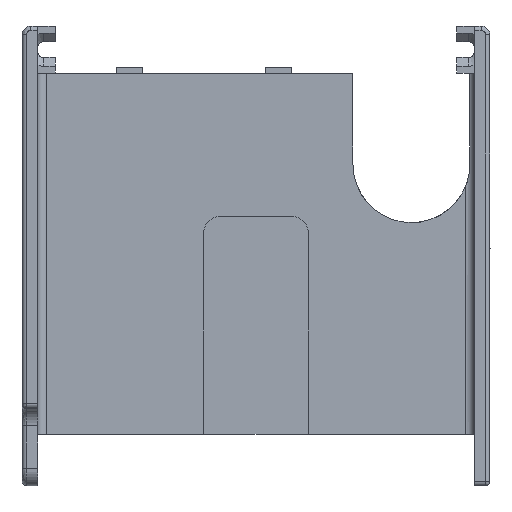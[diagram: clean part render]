
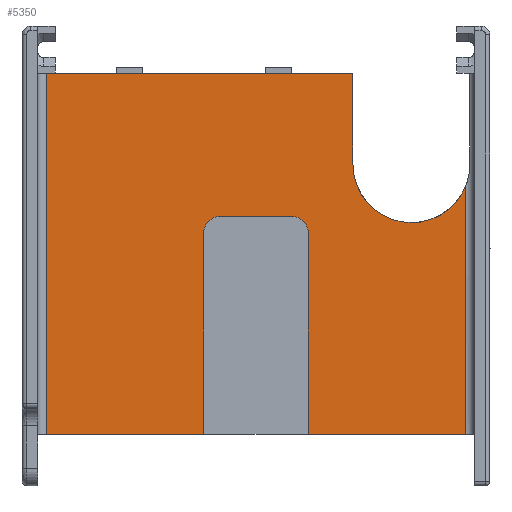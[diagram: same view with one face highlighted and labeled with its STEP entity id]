
A CAD part, front view. The second image highlights one B-rep face of the part: STEP entity #5350.
In plain terms, the highlighted planar face has unit normal (0, -1, 0).
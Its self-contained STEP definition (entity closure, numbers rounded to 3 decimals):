
#75 = CARTESIAN_POINT ( 'NONE',  ( -1.2, 1., -1.3 ) ) ;
#130 = CARTESIAN_POINT ( 'NONE',  ( 43.8, 1., 29.65 ) ) ;
#367 = CARTESIAN_POINT ( 'NONE',  ( 2., 1., -1.3 ) ) ;
#518 = DIRECTION ( 'NONE',  ( 0., -1., 0. ) ) ;
#618 = LINE ( 'NONE', #6560, #3864 ) ;
#993 = LINE ( 'NONE', #6242, #3643 ) ;
#1171 = EDGE_CURVE ( 'NONE', #8496, #10383, #7414, .T. ) ;
#1256 = CARTESIAN_POINT ( 'NONE',  ( 20., 1., 30. ) ) ;
#1383 = ORIENTED_EDGE ( 'NONE', *, *, #1503, .T. ) ;
#1465 = VECTOR ( 'NONE', #8062, 1000. ) ;
#1478 = ORIENTED_EDGE ( 'NONE', *, *, #2780, .T. ) ;
#1503 = EDGE_CURVE ( 'NONE', #7608, #4100, #8002, .T. ) ;
#1556 = ORIENTED_EDGE ( 'NONE', *, *, #9006, .T. ) ;
#1660 = VECTOR ( 'NONE', #2618, 1000. ) ;
#1675 = DIRECTION ( 'NONE',  ( 0., 0., 1. ) ) ;
#1817 = CIRCLE ( 'NONE', #8248, 2. ) ;
#2178 = LINE ( 'NONE', #1256, #7016 ) ;
#2228 = VECTOR ( 'NONE', #9903, 1000. ) ;
#2244 = ORIENTED_EDGE ( 'NONE', *, *, #8681, .T. ) ;
#2403 = ORIENTED_EDGE ( 'NONE', *, *, #9702, .F. ) ;
#2443 = CARTESIAN_POINT ( 'NONE',  ( 22., 1., 23.7 ) ) ;
#2555 = LINE ( 'NONE', #10634, #9189 ) ;
#2618 = DIRECTION ( 'NONE',  ( -1., 0., 0. ) ) ;
#2780 = EDGE_CURVE ( 'NONE', #10383, #4804, #10747, .T. ) ;
#2868 = CARTESIAN_POINT ( 'NONE',  ( 50., 1., 30. ) ) ;
#3088 = AXIS2_PLACEMENT_3D ( 'NONE', #5686, #3796, #6387 ) ;
#3131 = CARTESIAN_POINT ( 'NONE',  ( 37.1, 1., 29.65 ) ) ;
#3232 = CARTESIAN_POINT ( 'NONE',  ( 52., 1., 30. ) ) ;
#3329 = ORIENTED_EDGE ( 'NONE', *, *, #10683, .T. ) ;
#3423 = LINE ( 'NONE', #75, #1660 ) ;
#3428 = CARTESIAN_POINT ( 'NONE',  ( 37.1, 1., 40.07 ) ) ;
#3643 = VECTOR ( 'NONE', #3704, 1000. ) ;
#3704 = DIRECTION ( 'NONE',  ( 0., 0., 1. ) ) ;
#3796 = DIRECTION ( 'NONE',  ( 0., 1., 0. ) ) ;
#3797 = AXIS2_PLACEMENT_3D ( 'NONE', #3232, #518, #8492 ) ;
#3864 = VECTOR ( 'NONE', #10188, 1000. ) ;
#4100 = VERTEX_POINT ( 'NONE', #8054 ) ;
#4297 = CARTESIAN_POINT ( 'NONE',  ( 20., 1., -1.3 ) ) ;
#4751 = VERTEX_POINT ( 'NONE', #367 ) ;
#4804 = VERTEX_POINT ( 'NONE', #3131 ) ;
#4851 = VERTEX_POINT ( 'NONE', #3428 ) ;
#4979 = EDGE_LOOP ( 'NONE', ( #1556, #5775, #3329, #6448, #1383, #8469, #10199, #2403, #8774, #1478, #5148, #2244 ) ) ;
#5148 = ORIENTED_EDGE ( 'NONE', *, *, #6500, .T. ) ;
#5152 = CARTESIAN_POINT ( 'NONE',  ( 32., 1., 21.7 ) ) ;
#5323 = VERTEX_POINT ( 'NONE', #10392 ) ;
#5350 = ADVANCED_FACE ( 'NONE', ( #9520 ), #11136, .T. ) ;
#5495 = DIRECTION ( 'NONE',  ( 0., 0., 1. ) ) ;
#5657 = CIRCLE ( 'NONE', #3088, 2. ) ;
#5686 = CARTESIAN_POINT ( 'NONE',  ( 30., 1., 21.7 ) ) ;
#5775 = ORIENTED_EDGE ( 'NONE', *, *, #8964, .F. ) ;
#6147 = AXIS2_PLACEMENT_3D ( 'NONE', #130, #10636, #5495 ) ;
#6242 = CARTESIAN_POINT ( 'NONE',  ( 37.1, 1., 30. ) ) ;
#6366 = CARTESIAN_POINT ( 'NONE',  ( 50., 1., 27.11 ) ) ;
#6387 = DIRECTION ( 'NONE',  ( 0., 0., 1. ) ) ;
#6400 = CARTESIAN_POINT ( 'NONE',  ( 2., 1., 40.07 ) ) ;
#6448 = ORIENTED_EDGE ( 'NONE', *, *, #6976, .T. ) ;
#6491 = LINE ( 'NONE', #8011, #6807 ) ;
#6500 = EDGE_CURVE ( 'NONE', #4804, #4851, #993, .T. ) ;
#6542 = VERTEX_POINT ( 'NONE', #6400 ) ;
#6560 = CARTESIAN_POINT ( 'NONE',  ( -1.2, 1., -1.3 ) ) ;
#6807 = VECTOR ( 'NONE', #9950, 1000. ) ;
#6960 = DIRECTION ( 'NONE',  ( 1., 0., 0. ) ) ;
#6976 = EDGE_CURVE ( 'NONE', #5323, #7608, #1817, .T. ) ;
#6991 = EDGE_CURVE ( 'NONE', #4100, #8771, #5657, .T. ) ;
#7016 = VECTOR ( 'NONE', #7061, 1000. ) ;
#7061 = DIRECTION ( 'NONE',  ( 0., 0., 1. ) ) ;
#7213 = VECTOR ( 'NONE', #6960, 1000. ) ;
#7237 = CARTESIAN_POINT ( 'NONE',  ( 52., 1., 40.07 ) ) ;
#7414 = LINE ( 'NONE', #2868, #2228 ) ;
#7608 = VERTEX_POINT ( 'NONE', #2443 ) ;
#8002 = LINE ( 'NONE', #9552, #7213 ) ;
#8011 = CARTESIAN_POINT ( 'NONE',  ( 32., 1., 30. ) ) ;
#8054 = CARTESIAN_POINT ( 'NONE',  ( 30., 1., 23.7 ) ) ;
#8062 = DIRECTION ( 'NONE',  ( -1., 0., 0. ) ) ;
#8169 = LINE ( 'NONE', #7237, #1465 ) ;
#8248 = AXIS2_PLACEMENT_3D ( 'NONE', #10436, #9570, #1675 ) ;
#8469 = ORIENTED_EDGE ( 'NONE', *, *, #6991, .T. ) ;
#8492 = DIRECTION ( 'NONE',  ( 0., 0., -1. ) ) ;
#8496 = VERTEX_POINT ( 'NONE', #11286 ) ;
#8681 = EDGE_CURVE ( 'NONE', #4851, #6542, #8169, .T. ) ;
#8734 = DIRECTION ( 'NONE',  ( 0., 0., -1. ) ) ;
#8771 = VERTEX_POINT ( 'NONE', #5152 ) ;
#8774 = ORIENTED_EDGE ( 'NONE', *, *, #1171, .T. ) ;
#8882 = VERTEX_POINT ( 'NONE', #4297 ) ;
#8964 = EDGE_CURVE ( 'NONE', #8882, #4751, #3423, .T. ) ;
#9006 = EDGE_CURVE ( 'NONE', #6542, #4751, #2555, .T. ) ;
#9189 = VECTOR ( 'NONE', #8734, 1000. ) ;
#9520 = FACE_OUTER_BOUND ( 'NONE', #4979, .T. ) ;
#9552 = CARTESIAN_POINT ( 'NONE',  ( 52., 1., 23.7 ) ) ;
#9570 = DIRECTION ( 'NONE',  ( 0., 1., 0. ) ) ;
#9702 = EDGE_CURVE ( 'NONE', #8496, #10351, #618, .T. ) ;
#9903 = DIRECTION ( 'NONE',  ( 0., 0., 1. ) ) ;
#9944 = EDGE_CURVE ( 'NONE', #8771, #10351, #6491, .T. ) ;
#9950 = DIRECTION ( 'NONE',  ( 0., 0., -1. ) ) ;
#10188 = DIRECTION ( 'NONE',  ( -1., 0., 0. ) ) ;
#10199 = ORIENTED_EDGE ( 'NONE', *, *, #9944, .T. ) ;
#10351 = VERTEX_POINT ( 'NONE', #10864 ) ;
#10383 = VERTEX_POINT ( 'NONE', #6366 ) ;
#10392 = CARTESIAN_POINT ( 'NONE',  ( 20., 1., 21.7 ) ) ;
#10436 = CARTESIAN_POINT ( 'NONE',  ( 22., 1., 21.7 ) ) ;
#10634 = CARTESIAN_POINT ( 'NONE',  ( 2., 1., 30. ) ) ;
#10636 = DIRECTION ( 'NONE',  ( 0., 1., 0. ) ) ;
#10683 = EDGE_CURVE ( 'NONE', #8882, #5323, #2178, .T. ) ;
#10747 = CIRCLE ( 'NONE', #6147, 6.7 ) ;
#10864 = CARTESIAN_POINT ( 'NONE',  ( 32., 1., -1.3 ) ) ;
#11136 = PLANE ( 'NONE',  #3797 ) ;
#11286 = CARTESIAN_POINT ( 'NONE',  ( 50., 1., -1.3 ) ) ;
